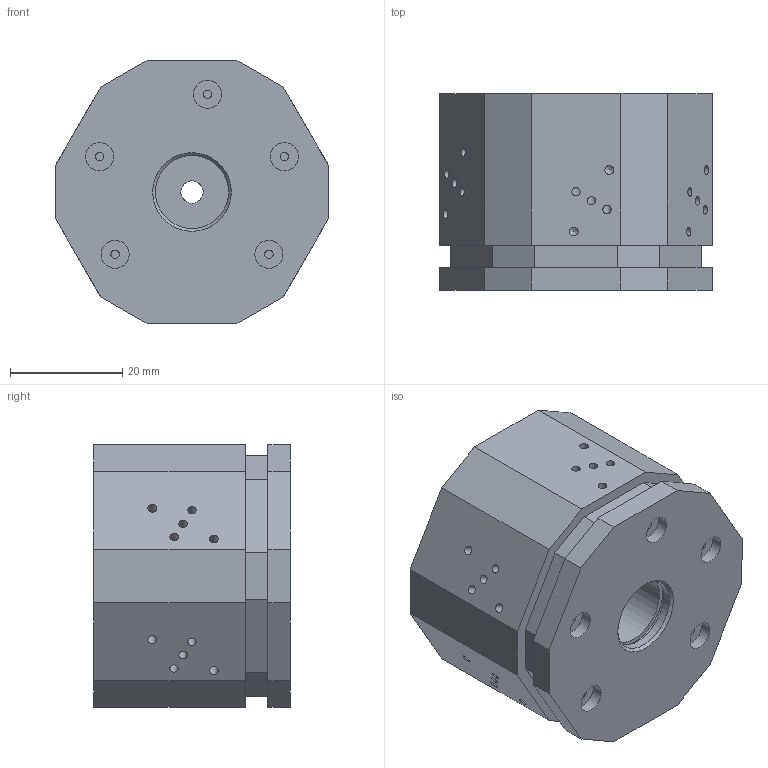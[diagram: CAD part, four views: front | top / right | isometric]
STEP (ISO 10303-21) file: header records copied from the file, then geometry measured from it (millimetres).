
FILE_DESCRIPTION(('FreeCAD Model'),'2;1');
FILE_NAME('body.step','2020-02-12T13:41:54',('Admin'),(''),'InventorImporter 0.9','FreeCAD','');
FILE_SCHEMA (('AUTOMOTIVE_DESIGN { 1 0 10303 214 1 1 1 1}'));
Length unit declared in the file: millimetre
Products named in the file (1): Body_01_L_02
Bounding box: 48.5 x 35 x 46.77 mm (x, y, z)
Surface area: 12990.3 mm2 (no closed solid volume)
Topology: 0 solids, 1 shells, 148 faces, 355 edges, 231 vertices
Faces by surface type: plane 70, cylinder 64, cone 14
Full cylindrical faces by diameter (mm): 1.5 x25, 1.567 x10, 4 x1, 4.134 x2, 5 x10, 8 x3, 9.6 x2, 13 x3, 14.6 x2
Entity records: 3734 total; most frequent: CARTESIAN_POINT 654, ORIENTED_EDGE 492, MECHANICAL_DESIGN_GEOMETRIC_PRESENTATION_REPRESENTATION 285, STYLED_ITEM 285, FACE_BOUND 268, EDGE_LOOP 268, AXIS2_PLACEMENT_3D 249, EDGE_CURVE 246
